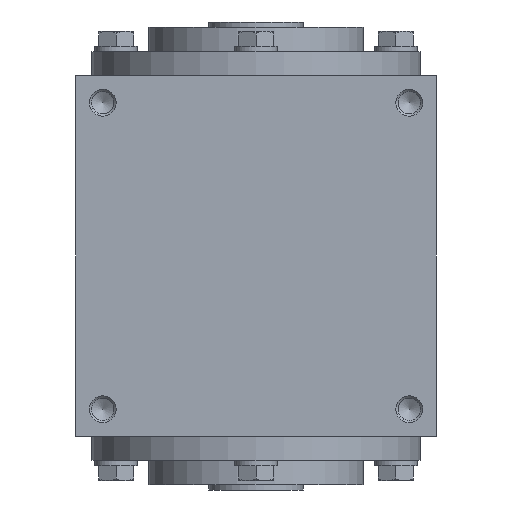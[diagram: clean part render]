
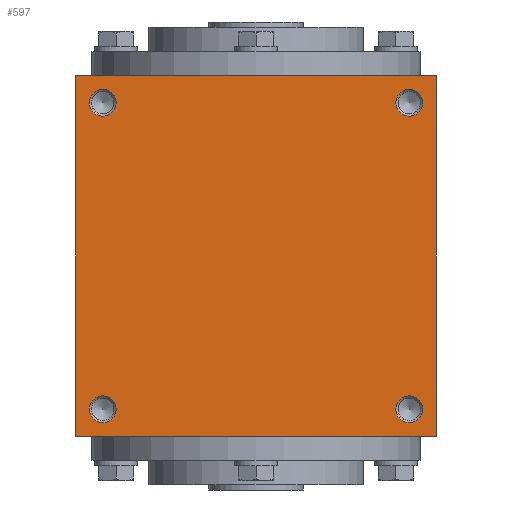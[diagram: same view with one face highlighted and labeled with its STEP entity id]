
A CAD part, left-side view. The second image highlights one B-rep face of the part: STEP entity #597.
In plain terms, the highlighted face is planar.
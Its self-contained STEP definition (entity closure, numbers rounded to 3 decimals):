
#597 = ADVANCED_FACE( '', ( #1270, #1271, #1272, #1273, #1274 ), #1275, .F. );
#1270 = FACE_BOUND( '', #2098, .T. );
#1271 = FACE_BOUND( '', #2099, .T. );
#1272 = FACE_BOUND( '', #2100, .T. );
#1273 = FACE_BOUND( '', #2101, .T. );
#1274 = FACE_OUTER_BOUND( '', #2102, .T. );
#1275 = PLANE( '', #2103 );
#2098 = EDGE_LOOP( '', ( #3323 ) );
#2099 = EDGE_LOOP( '', ( #3324 ) );
#2100 = EDGE_LOOP( '', ( #3325 ) );
#2101 = EDGE_LOOP( '', ( #3326 ) );
#2102 = EDGE_LOOP( '', ( #3327, #3328, #3329, #3330 ) );
#2103 = AXIS2_PLACEMENT_3D( '', #3331, #3332, #3333 );
#3323 = ORIENTED_EDGE( '', *, *, #4410, .F. );
#3324 = ORIENTED_EDGE( '', *, *, #4751, .T. );
#3325 = ORIENTED_EDGE( '', *, *, #4760, .F. );
#3326 = ORIENTED_EDGE( '', *, *, #4592, .T. );
#3327 = ORIENTED_EDGE( '', *, *, #4761, .F. );
#3328 = ORIENTED_EDGE( '', *, *, #4576, .F. );
#3329 = ORIENTED_EDGE( '', *, *, #4651, .F. );
#3330 = ORIENTED_EDGE( '', *, *, #4435, .F. );
#3331 = CARTESIAN_POINT( '', ( 0., 0., -67. ) );
#3332 = DIRECTION( '', ( 0., 0., 1. ) );
#3333 = DIRECTION( '', ( 1., 0., 0. ) );
#4410 = EDGE_CURVE( '', #5133, #5133, #5134, .T. );
#4435 = EDGE_CURVE( '', #5175, #5176, #5177, .T. );
#4576 = EDGE_CURVE( '', #5408, #5409, #5410, .T. );
#4592 = EDGE_CURVE( '', #5437, #5437, #5438, .T. );
#4651 = EDGE_CURVE( '', #5176, #5408, #5528, .T. );
#4751 = EDGE_CURVE( '', #5676, #5676, #5677, .T. );
#4760 = EDGE_CURVE( '', #5691, #5691, #5692, .T. );
#4761 = EDGE_CURVE( '', #5409, #5175, #5693, .T. );
#5133 = VERTEX_POINT( '', #6136 );
#5134 = CIRCLE( '', #6137, 5. );
#5175 = VERTEX_POINT( '', #6184 );
#5176 = VERTEX_POINT( '', #6185 );
#5177 = LINE( '', #6186, #6187 );
#5408 = VERTEX_POINT( '', #6482 );
#5409 = VERTEX_POINT( '', #6483 );
#5410 = LINE( '', #6484, #6485 );
#5437 = VERTEX_POINT( '', #6519 );
#5438 = CIRCLE( '', #6520, 5. );
#5528 = LINE( '', #6639, #6640 );
#5676 = VERTEX_POINT( '', #6832 );
#5677 = CIRCLE( '', #6833, 5. );
#5691 = VERTEX_POINT( '', #6859 );
#5692 = CIRCLE( '', #6860, 5. );
#5693 = LINE( '', #6861, #6862 );
#6136 = CARTESIAN_POINT( '', ( -62., 57., -67. ) );
#6137 = AXIS2_PLACEMENT_3D( '', #7369, #7370, #7371 );
#6184 = CARTESIAN_POINT( '', ( -67., -67., -67. ) );
#6185 = CARTESIAN_POINT( '', ( 67., -67., -67. ) );
#6186 = CARTESIAN_POINT( '', ( -67., -67., -67. ) );
#6187 = VECTOR( '', #7411, 1000. );
#6482 = CARTESIAN_POINT( '', ( 67., 67., -67. ) );
#6483 = CARTESIAN_POINT( '', ( -67., 67., -67. ) );
#6484 = CARTESIAN_POINT( '', ( 67., 67., -67. ) );
#6485 = VECTOR( '', #7655, 1000. );
#6519 = CARTESIAN_POINT( '', ( 62., -57., -67. ) );
#6520 = AXIS2_PLACEMENT_3D( '', #7678, #7679, #7680 );
#6639 = CARTESIAN_POINT( '', ( 67., -67., -67. ) );
#6640 = VECTOR( '', #7778, 1000. );
#6832 = CARTESIAN_POINT( '', ( 62., 57., -67. ) );
#6833 = AXIS2_PLACEMENT_3D( '', #7924, #7925, #7926 );
#6859 = CARTESIAN_POINT( '', ( -62., -57., -67. ) );
#6860 = AXIS2_PLACEMENT_3D( '', #7936, #7937, #7938 );
#6861 = CARTESIAN_POINT( '', ( -67., 67., -67. ) );
#6862 = VECTOR( '', #7939, 1000. );
#7369 = CARTESIAN_POINT( '', ( -57., 57., -67. ) );
#7370 = DIRECTION( '', ( 0., 0., -1. ) );
#7371 = DIRECTION( '', ( -1., 0., 0. ) );
#7411 = DIRECTION( '', ( 1., 0., 0. ) );
#7655 = DIRECTION( '', ( -1., 0., 0. ) );
#7678 = CARTESIAN_POINT( '', ( 57., -57., -67. ) );
#7679 = DIRECTION( '', ( 0., 0., 1. ) );
#7680 = DIRECTION( '', ( 1., 0., 0. ) );
#7778 = DIRECTION( '', ( 0., 1., 0. ) );
#7924 = CARTESIAN_POINT( '', ( 57., 57., -67. ) );
#7925 = DIRECTION( '', ( 0., 0., 1. ) );
#7926 = DIRECTION( '', ( 1., 0., 0. ) );
#7936 = CARTESIAN_POINT( '', ( -57., -57., -67. ) );
#7937 = DIRECTION( '', ( 0., 0., -1. ) );
#7938 = DIRECTION( '', ( -1., 0., 0. ) );
#7939 = DIRECTION( '', ( 0., -1., 0. ) );
